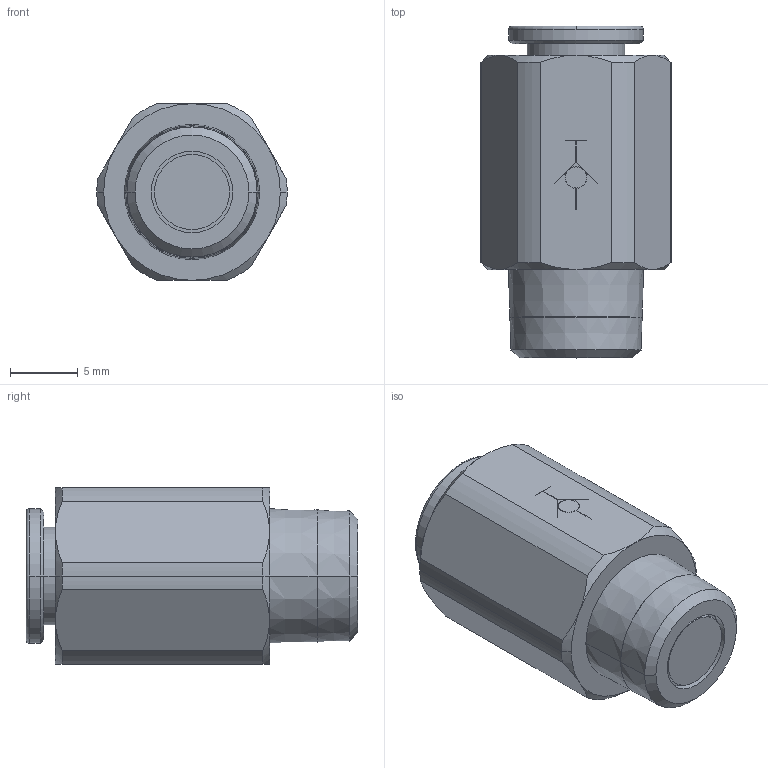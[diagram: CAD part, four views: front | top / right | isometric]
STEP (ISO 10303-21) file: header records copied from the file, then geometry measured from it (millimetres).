
FILE_DESCRIPTION(('STEP AP214'),'1');
FILE_NAME('3091_06_10.stp','2016-07-07T14:54:28',('TraceParts'),('TraceParts S.A.'),'Spatial InterOp 3D',' ',' ');
FILE_SCHEMA(('automotive_design'));
Length unit declared in the file: millimetre
Products named in the file (1): 1
Bounding box: 14 x 24.41 x 13 mm (x, y, z)
Volume: 2357.6 mm3; surface area: 1654.5 mm2
Topology: 1 solids, 1 shells, 92 faces, 218 edges, 139 vertices
Faces by surface type: plane 39, cylinder 27, cone 24, torus 2
Entity records: 2700 total; most frequent: CARTESIAN_POINT 546, DIRECTION 471, ORIENTED_EDGE 436, EDGE_CURVE 218, AXIS2_PLACEMENT_3D 184, VERTEX_POINT 139, EDGE_LOOP 103, LINE 103
